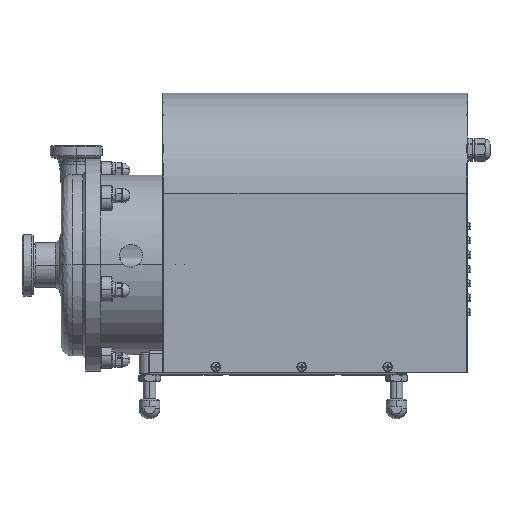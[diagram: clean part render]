
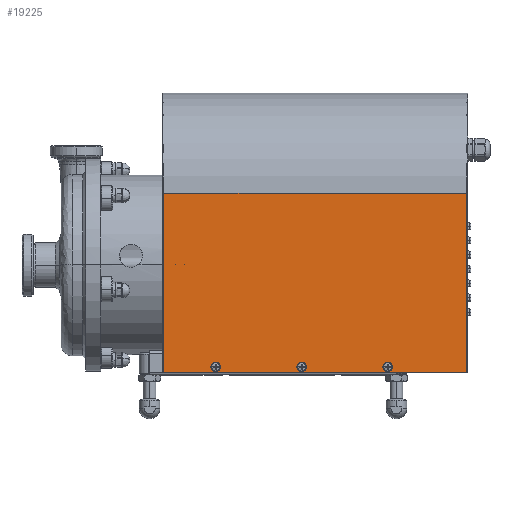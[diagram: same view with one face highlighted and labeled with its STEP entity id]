
A CAD part, top view. The second image highlights one B-rep face of the part: STEP entity #19225.
In plain terms, the highlighted planar face has unit normal (0, 0, 1).
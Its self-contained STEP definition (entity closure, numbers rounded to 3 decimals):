
#3110 = VERTEX_POINT ( 'NONE', #53983 ) ;
#3117 = VERTEX_POINT ( 'NONE', #53987 ) ;
#3167 = VERTEX_POINT ( 'NONE', #53898 ) ;
#3168 = VERTEX_POINT ( 'NONE', #54032 ) ;
#3225 = VERTEX_POINT ( 'NONE', #53643 ) ;
#3228 = VERTEX_POINT ( 'NONE', #53644 ) ;
#3232 = VERTEX_POINT ( 'NONE', #53819 ) ;
#3236 = VERTEX_POINT ( 'NONE', #53649 ) ;
#3245 = VERTEX_POINT ( 'NONE', #53657 ) ;
#3246 = VERTEX_POINT ( 'NONE', #53661 ) ;
#5218 = PLANE ( 'NONE',  #6808 ) ;
#5219 = CARTESIAN_POINT ( 'NONE',  ( 366.5, 90., 126. ) ) ;
#5220 = DIRECTION ( 'NONE',  ( 0., 0., -1. ) ) ;
#5221 = DIRECTION ( 'NONE',  ( 0., 1., 0. ) ) ;
#6808 = AXIS2_PLACEMENT_3D ( 'NONE', #5219, #5220, #5221 ) ;
#10378 = AXIS2_PLACEMENT_3D ( 'NONE', #30545, #30546, #30547 ) ;
#10380 = AXIS2_PLACEMENT_3D ( 'NONE', #30585, #30587, #30588 ) ;
#10385 = AXIS2_PLACEMENT_3D ( 'NONE', #30566, #30568, #30569 ) ;
#10392 = AXIS2_PLACEMENT_3D ( 'NONE', #30631, #30636, #30637 ) ;
#10394 = AXIS2_PLACEMENT_3D ( 'NONE', #30628, #30639, #30640 ) ;
#10395 = AXIS2_PLACEMENT_3D ( 'NONE', #30635, #30642, #30643 ) ;
#19225 = ADVANCED_FACE ( 'NONE', ( #28109, #28119, #28122, #28126 ), #5218, .F. ) ;
#28109 = FACE_BOUND ( 'NONE', #33589, .T. ) ;
#28119 = FACE_BOUND ( 'NONE', #33591, .T. ) ;
#28122 = FACE_BOUND ( 'NONE', #33593, .T. ) ;
#28126 = FACE_OUTER_BOUND ( 'NONE', #33602, .T. ) ;
#30545 = CARTESIAN_POINT ( 'NONE',  ( 158., -128., 126. ) ) ;
#30546 = DIRECTION ( 'NONE',  ( 0., 0., -1. ) ) ;
#30547 = DIRECTION ( 'NONE',  ( 0., 1., 0. ) ) ;
#30566 = CARTESIAN_POINT ( 'NONE',  ( 266., -128., 126. ) ) ;
#30568 = DIRECTION ( 'NONE',  ( 0., 0., -1. ) ) ;
#30569 = DIRECTION ( 'NONE',  ( 0., 1., 0. ) ) ;
#30585 = CARTESIAN_POINT ( 'NONE',  ( 50., -128., 126. ) ) ;
#30587 = DIRECTION ( 'NONE',  ( 0., 0., -1. ) ) ;
#30588 = DIRECTION ( 'NONE',  ( 0., 1., 0. ) ) ;
#30589 = CARTESIAN_POINT ( 'NONE',  ( 366.5, 90., 126. ) ) ;
#30593 = DIRECTION ( 'NONE',  ( 0., -1., 0. ) ) ;
#30616 = CARTESIAN_POINT ( 'NONE',  ( 366.5, -135., 126. ) ) ;
#30627 = DIRECTION ( 'NONE',  ( -1., 0., 0. ) ) ;
#30628 = CARTESIAN_POINT ( 'NONE',  ( 158., -128., 126. ) ) ;
#30629 = CARTESIAN_POINT ( 'NONE',  ( -16.5, 90., 126. ) ) ;
#30630 = DIRECTION ( 'NONE',  ( 0., -1., 0. ) ) ;
#30631 = CARTESIAN_POINT ( 'NONE',  ( 50., -128., 126. ) ) ;
#30633 = CARTESIAN_POINT ( 'NONE',  ( 366.5, 90., 126. ) ) ;
#30634 = DIRECTION ( 'NONE',  ( -1., 0., 0. ) ) ;
#30635 = CARTESIAN_POINT ( 'NONE',  ( 266., -128., 126. ) ) ;
#30636 = DIRECTION ( 'NONE',  ( 0., 0., -1. ) ) ;
#30637 = DIRECTION ( 'NONE',  ( 0., 1., 0. ) ) ;
#30639 = DIRECTION ( 'NONE',  ( 0., 0., -1. ) ) ;
#30640 = DIRECTION ( 'NONE',  ( 0., 1., 0. ) ) ;
#30642 = DIRECTION ( 'NONE',  ( 0., 0., -1. ) ) ;
#30643 = DIRECTION ( 'NONE',  ( 0., 1., 0. ) ) ;
#31494 = CIRCLE ( 'NONE', #10378, 3.5 ) ;
#31507 = CIRCLE ( 'NONE', #10385, 3.5 ) ;
#31518 = LINE ( 'NONE', #30589, #31522 ) ;
#31521 = CIRCLE ( 'NONE', #10380, 3.5 ) ;
#31522 = VECTOR ( 'NONE', #30593, 1000. ) ;
#31542 = VECTOR ( 'NONE', #30627, 1000. ) ;
#31545 = LINE ( 'NONE', #30616, #31542 ) ;
#31547 = LINE ( 'NONE', #30629, #31548 ) ;
#31548 = VECTOR ( 'NONE', #30630, 1000. ) ;
#31550 = LINE ( 'NONE', #30633, #31551 ) ;
#31551 = VECTOR ( 'NONE', #30634, 1000. ) ;
#31554 = CIRCLE ( 'NONE', #10392, 3.5 ) ;
#31556 = CIRCLE ( 'NONE', #10394, 3.5 ) ;
#31558 = CIRCLE ( 'NONE', #10395, 3.5 ) ;
#33589 = EDGE_LOOP ( 'NONE', ( #45088, #45087 ) ) ;
#33591 = EDGE_LOOP ( 'NONE', ( #45085, #45083 ) ) ;
#33593 = EDGE_LOOP ( 'NONE', ( #45086, #45082 ) ) ;
#33602 = EDGE_LOOP ( 'NONE', ( #45084, #45081, #45080, #45079 ) ) ;
#43190 = EDGE_CURVE ( 'NONE', #3167, #3168, #31494, .T. ) ;
#43199 = EDGE_CURVE ( 'NONE', #3110, #3117, #31507, .T. ) ;
#43207 = EDGE_CURVE ( 'NONE', #3246, #3245, #31521, .T. ) ;
#43209 = EDGE_CURVE ( 'NONE', #3236, #3232, #31518, .T. ) ;
#43224 = EDGE_CURVE ( 'NONE', #3232, #3225, #31545, .T. ) ;
#43225 = EDGE_CURVE ( 'NONE', #3228, #3225, #31547, .T. ) ;
#43227 = EDGE_CURVE ( 'NONE', #3236, #3228, #31550, .T. ) ;
#43228 = EDGE_CURVE ( 'NONE', #3245, #3246, #31554, .T. ) ;
#43229 = EDGE_CURVE ( 'NONE', #3168, #3167, #31556, .T. ) ;
#43230 = EDGE_CURVE ( 'NONE', #3117, #3110, #31558, .T. ) ;
#45079 = ORIENTED_EDGE ( 'NONE', *, *, #43227, .T. ) ;
#45080 = ORIENTED_EDGE ( 'NONE', *, *, #43209, .F. ) ;
#45081 = ORIENTED_EDGE ( 'NONE', *, *, #43224, .F. ) ;
#45082 = ORIENTED_EDGE ( 'NONE', *, *, #43207, .T. ) ;
#45083 = ORIENTED_EDGE ( 'NONE', *, *, #43199, .T. ) ;
#45084 = ORIENTED_EDGE ( 'NONE', *, *, #43225, .T. ) ;
#45085 = ORIENTED_EDGE ( 'NONE', *, *, #43230, .T. ) ;
#45086 = ORIENTED_EDGE ( 'NONE', *, *, #43228, .T. ) ;
#45087 = ORIENTED_EDGE ( 'NONE', *, *, #43190, .T. ) ;
#45088 = ORIENTED_EDGE ( 'NONE', *, *, #43229, .T. ) ;
#53643 = CARTESIAN_POINT ( 'NONE',  ( -16.5, -135., 126. ) ) ;
#53644 = CARTESIAN_POINT ( 'NONE',  ( -16.5, 90., 126. ) ) ;
#53649 = CARTESIAN_POINT ( 'NONE',  ( 366.5, 90., 126. ) ) ;
#53657 = CARTESIAN_POINT ( 'NONE',  ( 50., -124.5, 126. ) ) ;
#53661 = CARTESIAN_POINT ( 'NONE',  ( 50., -131.5, 126. ) ) ;
#53819 = CARTESIAN_POINT ( 'NONE',  ( 366.5, -135., 126. ) ) ;
#53898 = CARTESIAN_POINT ( 'NONE',  ( 158., -131.5, 126. ) ) ;
#53983 = CARTESIAN_POINT ( 'NONE',  ( 266., -131.5, 126. ) ) ;
#53987 = CARTESIAN_POINT ( 'NONE',  ( 266., -124.5, 126. ) ) ;
#54032 = CARTESIAN_POINT ( 'NONE',  ( 158., -124.5, 126. ) ) ;
